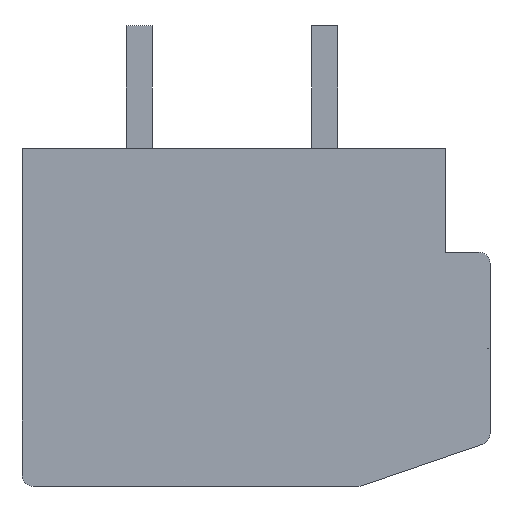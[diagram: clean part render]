
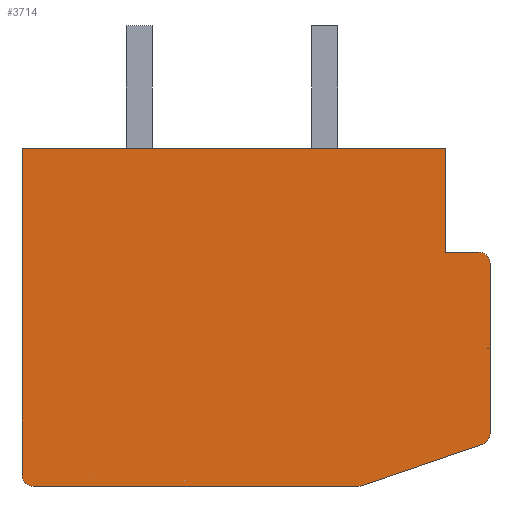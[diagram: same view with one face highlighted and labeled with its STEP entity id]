
A CAD part, front view. The second image highlights one B-rep face of the part: STEP entity #3714.
In plain terms, the highlighted planar face has unit normal (0, -1, 0).
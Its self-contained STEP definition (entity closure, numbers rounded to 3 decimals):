
#1=CARTESIAN_POINT('',(6.,-37.8,-3.136));
#2=DIRECTION('',(0.,-1.,0.));
#3=DIRECTION('',(0.324,0.,-0.946));
#4=AXIS2_PLACEMENT_3D('',#1,#2,#3);
#6=DIRECTION('',(-0.946,0.,-0.324));
#7=VECTOR('',#6,3.486);
#8=CARTESIAN_POINT('',(6.097,-37.8,-3.419));
#9=LINE('',#8,#7);
#10=DIRECTION('',(-1.,0.,0.));
#11=VECTOR('',#10,8.8);
#12=CARTESIAN_POINT('',(2.8,-37.8,-4.55));
#13=LINE('',#12,#11);
#14=CARTESIAN_POINT('',(-6.,-37.8,-4.25));
#15=DIRECTION('',(0.,-1.,0.));
#16=DIRECTION('',(-1.,0.,0.));
#17=AXIS2_PLACEMENT_3D('',#14,#15,#16);
#19=DIRECTION('',(0.,0.,1.));
#20=VECTOR('',#19,8.8);
#21=CARTESIAN_POINT('',(-6.3,-37.8,-4.25));
#22=LINE('',#21,#20);
#23=DIRECTION('',(1.,0.,0.));
#24=VECTOR('',#23,11.4);
#25=CARTESIAN_POINT('',(-6.3,-37.8,4.55));
#26=LINE('',#25,#24);
#27=DIRECTION('',(0.,0.,-1.));
#28=VECTOR('',#27,2.8);
#29=CARTESIAN_POINT('',(5.1,-37.8,4.55));
#30=LINE('',#29,#28);
#31=DIRECTION('',(1.,0.,0.));
#32=VECTOR('',#31,0.9);
#33=CARTESIAN_POINT('',(5.1,-37.8,1.75));
#34=LINE('',#33,#32);
#35=CARTESIAN_POINT('',(6.,-37.8,1.45));
#36=DIRECTION('',(0.,-1.,0.));
#37=DIRECTION('',(1.,0.,0.));
#38=AXIS2_PLACEMENT_3D('',#35,#36,#37);
#40=DIRECTION('',(0.,0.,-1.));
#41=VECTOR('',#40,4.586);
#42=CARTESIAN_POINT('',(6.3,-37.8,1.45));
#43=LINE('',#42,#41);
#2847=CARTESIAN_POINT('',(-6.3,-37.8,4.55));
#2848=CARTESIAN_POINT('',(5.1,-37.8,4.55));
#2849=VERTEX_POINT('',#2847);
#2850=VERTEX_POINT('',#2848);
#2851=CARTESIAN_POINT('',(5.1,-37.8,1.75));
#2852=VERTEX_POINT('',#2851);
#2853=CARTESIAN_POINT('',(6.097,-37.8,-3.419));
#2854=CARTESIAN_POINT('',(6.3,-37.8,-3.136));
#2855=VERTEX_POINT('',#2853);
#2856=VERTEX_POINT('',#2854);
#2857=CARTESIAN_POINT('',(6.3,-37.8,1.45));
#2858=CARTESIAN_POINT('',(6.,-37.8,1.75));
#2859=VERTEX_POINT('',#2857);
#2860=VERTEX_POINT('',#2858);
#2861=CARTESIAN_POINT('',(-6.3,-37.8,-4.25));
#2862=CARTESIAN_POINT('',(-6.,-37.8,-4.55));
#2863=VERTEX_POINT('',#2861);
#2864=VERTEX_POINT('',#2862);
#2865=CARTESIAN_POINT('',(2.8,-37.8,-4.55));
#2866=VERTEX_POINT('',#2865);
#3687=CARTESIAN_POINT('',(0.,-37.8,0.));
#3688=DIRECTION('',(0.,1.,0.));
#3689=DIRECTION('',(1.,0.,0.));
#3690=AXIS2_PLACEMENT_3D('',#3687,#3688,#3689);
#3691=PLANE('',#3690);
#3693=ORIENTED_EDGE('',*,*,#3692,.F.);
#3695=ORIENTED_EDGE('',*,*,#3694,.T.);
#3697=ORIENTED_EDGE('',*,*,#3696,.T.);
#3699=ORIENTED_EDGE('',*,*,#3698,.F.);
#3701=ORIENTED_EDGE('',*,*,#3700,.T.);
#3703=ORIENTED_EDGE('',*,*,#3702,.T.);
#3705=ORIENTED_EDGE('',*,*,#3704,.T.);
#3707=ORIENTED_EDGE('',*,*,#3706,.T.);
#3709=ORIENTED_EDGE('',*,*,#3708,.F.);
#3711=ORIENTED_EDGE('',*,*,#3710,.T.);
#3712=EDGE_LOOP('',(#3693,#3695,#3697,#3699,#3701,#3703,#3705,#3707,#3709,
#3711));
#3713=FACE_OUTER_BOUND('',#3712,.F.);
#3714=ADVANCED_FACE('',(#3713),#3691,.F.);
#5=CIRCLE('',#4,0.3);
#18=CIRCLE('',#17,0.3);
#39=CIRCLE('',#38,0.3);
#3692=EDGE_CURVE('',#2855,#2856,#5,.T.);
#3694=EDGE_CURVE('',#2855,#2866,#9,.T.);
#3696=EDGE_CURVE('',#2866,#2864,#13,.T.);
#3698=EDGE_CURVE('',#2863,#2864,#18,.T.);
#3700=EDGE_CURVE('',#2863,#2849,#22,.T.);
#3702=EDGE_CURVE('',#2849,#2850,#26,.T.);
#3704=EDGE_CURVE('',#2850,#2852,#30,.T.);
#3706=EDGE_CURVE('',#2852,#2860,#34,.T.);
#3708=EDGE_CURVE('',#2859,#2860,#39,.T.);
#3710=EDGE_CURVE('',#2859,#2856,#43,.T.);
